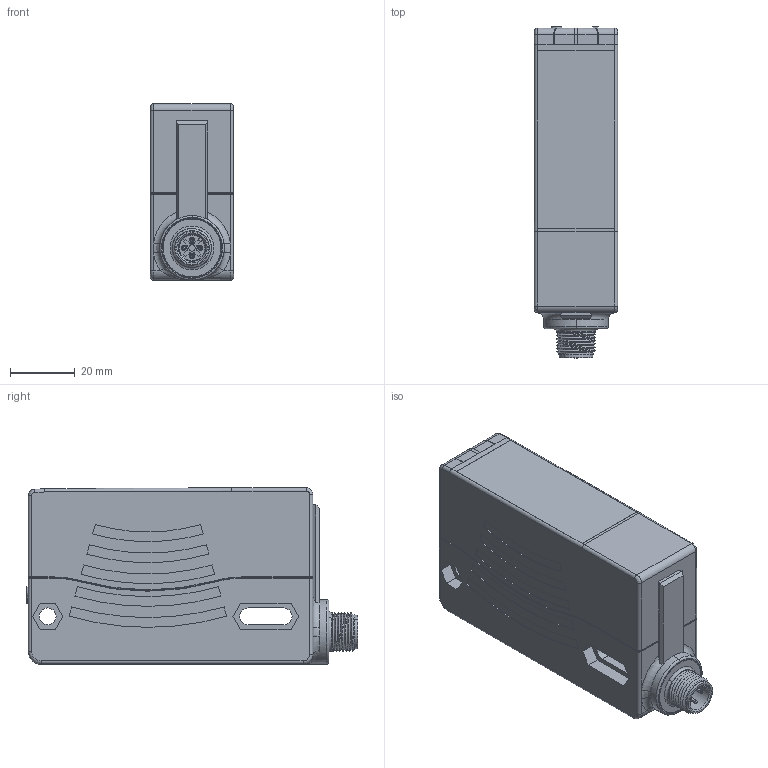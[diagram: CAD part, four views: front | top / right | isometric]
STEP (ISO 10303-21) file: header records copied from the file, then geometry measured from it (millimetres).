
FILE_DESCRIPTION((''),'2;1');
FILE_NAME('DM_CAD-2557_SW0001','2017-04-03T',('creinig-se'),(''),'PRO/ENGINEER BY PARAMETRIC TECHNOLOGY CORPORATION, 2015440','PRO/ENGINEER BY PARAMETRIC TECHNOLOGY CORPORATION, 2015440','');
FILE_SCHEMA(('CONFIG_CONTROL_DESIGN'));
Length unit declared in the file: millimetre
Products named in the file (1): DM_CAD-2557_SW0001
Bounding box: 25.8 x 102.7 x 54.6 mm (x, y, z)
Volume: 121457.2 mm3; surface area: 25388.3 mm2
Topology: 1 solids, 2 shells, 585 faces, 1504 edges, 950 vertices
Faces by surface type: plane 293, cylinder 161, cone 73, torus 32, sphere 14, bspline 12
Entity records: 24623 total; most frequent: CARTESIAN_POINT 5997, DIRECTION 3087, ORIENTED_EDGE 2974, EDGE_CURVE 1487, AXIS2_PLACEMENT_3D 1086, VERTEX_POINT 944, VECTOR 915, LINE 915
